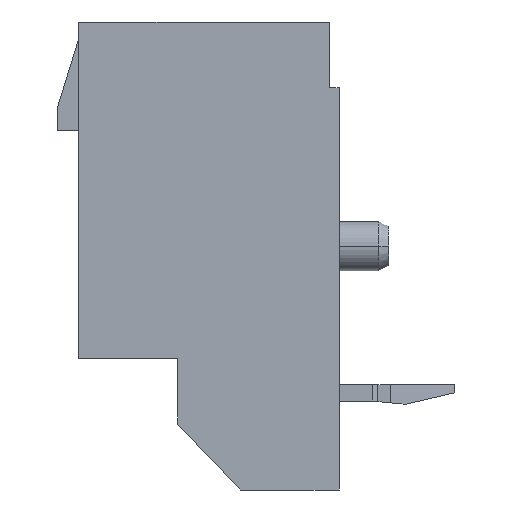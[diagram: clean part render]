
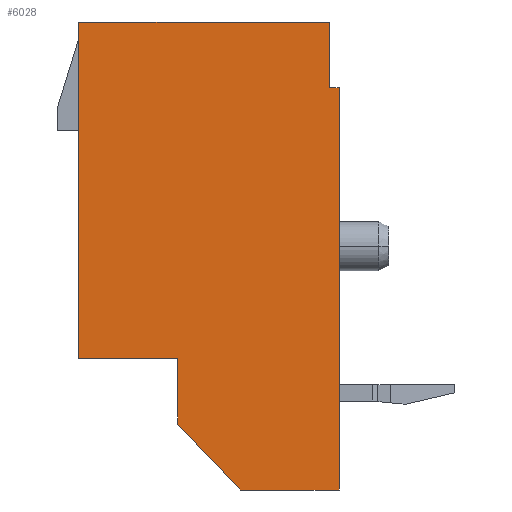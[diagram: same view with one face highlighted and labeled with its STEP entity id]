
A CAD part, left-side view. The second image highlights one B-rep face of the part: STEP entity #6028.
In plain terms, the highlighted planar face has unit normal (-1, 0, 0).
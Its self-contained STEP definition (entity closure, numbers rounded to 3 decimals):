
#1=DIRECTION('',(0.,0.,-1.));
#2=VECTOR('',#1,4.8);
#3=CARTESIAN_POINT('',(-13.3,-3.95,5.1));
#4=LINE('',#3,#2);
#5=DIRECTION('',(0.,0.,-1.));
#6=VECTOR('',#5,7.4);
#7=CARTESIAN_POINT('',(-13.3,-3.95,0.3));
#8=LINE('',#7,#6);
#9=DIRECTION('',(0.,1.,0.));
#10=VECTOR('',#9,3.);
#11=CARTESIAN_POINT('',(-13.3,-3.95,-7.1));
#12=LINE('',#11,#10);
#13=DIRECTION('',(0.,0.689,0.725));
#14=VECTOR('',#13,2.759);
#15=CARTESIAN_POINT('',(-13.3,-0.95,-7.1));
#16=LINE('',#15,#14);
#17=DIRECTION('',(0.,0.,1.));
#18=VECTOR('',#17,2.);
#19=CARTESIAN_POINT('',(-13.3,0.95,-5.1));
#20=LINE('',#19,#18);
#21=DIRECTION('',(0.,1.,0.));
#22=VECTOR('',#21,3.);
#23=CARTESIAN_POINT('',(-13.3,0.95,-3.1));
#24=LINE('',#23,#22);
#25=DIRECTION('',(0.,0.,1.));
#26=VECTOR('',#25,10.2);
#27=CARTESIAN_POINT('',(-13.3,3.95,-3.1));
#28=LINE('',#27,#26);
#29=DIRECTION('',(0.,-1.,0.));
#30=VECTOR('',#29,7.6);
#31=CARTESIAN_POINT('',(-13.3,3.95,7.1));
#32=LINE('',#31,#30);
#33=DIRECTION('',(0.,0.,-1.));
#34=VECTOR('',#33,2.);
#35=CARTESIAN_POINT('',(-13.3,-3.65,7.1));
#36=LINE('',#35,#34);
#37=DIRECTION('',(0.,-1.,0.));
#38=VECTOR('',#37,0.3);
#39=CARTESIAN_POINT('',(-13.3,-3.65,5.1));
#40=LINE('',#39,#38);
#4553=CARTESIAN_POINT('',(-13.3,3.95,7.1));
#4554=CARTESIAN_POINT('',(-13.3,-3.65,7.1));
#4555=VERTEX_POINT('',#4553);
#4556=VERTEX_POINT('',#4554);
#4557=CARTESIAN_POINT('',(-13.3,-3.65,5.1));
#4558=VERTEX_POINT('',#4557);
#4559=CARTESIAN_POINT('',(-13.3,-3.95,5.1));
#4560=VERTEX_POINT('',#4559);
#4561=CARTESIAN_POINT('',(-13.3,-3.95,-7.1));
#4562=CARTESIAN_POINT('',(-13.3,-0.95,-7.1));
#4563=VERTEX_POINT('',#4561);
#4564=VERTEX_POINT('',#4562);
#4565=CARTESIAN_POINT('',(-13.3,0.95,-5.1));
#4566=VERTEX_POINT('',#4565);
#4567=CARTESIAN_POINT('',(-13.3,0.95,-3.1));
#4568=VERTEX_POINT('',#4567);
#4569=CARTESIAN_POINT('',(-13.3,3.95,-3.1));
#4570=VERTEX_POINT('',#4569);
#5916=CARTESIAN_POINT('',(-13.3,-3.95,0.3));
#5918=VERTEX_POINT('',#5916);
#6001=CARTESIAN_POINT('',(-13.3,0.,0.));
#6002=DIRECTION('',(1.,0.,0.));
#6003=DIRECTION('',(0.,0.,-1.));
#6004=AXIS2_PLACEMENT_3D('',#6001,#6002,#6003);
#6005=PLANE('',#6004);
#6007=ORIENTED_EDGE('',*,*,#6006,.T.);
#6009=ORIENTED_EDGE('',*,*,#6008,.T.);
#6011=ORIENTED_EDGE('',*,*,#6010,.T.);
#6013=ORIENTED_EDGE('',*,*,#6012,.T.);
#6015=ORIENTED_EDGE('',*,*,#6014,.T.);
#6017=ORIENTED_EDGE('',*,*,#6016,.T.);
#6019=ORIENTED_EDGE('',*,*,#6018,.T.);
#6021=ORIENTED_EDGE('',*,*,#6020,.T.);
#6023=ORIENTED_EDGE('',*,*,#6022,.T.);
#6025=ORIENTED_EDGE('',*,*,#6024,.T.);
#6026=EDGE_LOOP('',(#6007,#6009,#6011,#6013,#6015,#6017,#6019,#6021,#6023,
#6025));
#6027=FACE_OUTER_BOUND('',#6026,.F.);
#6028=ADVANCED_FACE('',(#6027),#6005,.F.);
#6006=EDGE_CURVE('',#4560,#5918,#4,.T.);
#6008=EDGE_CURVE('',#5918,#4563,#8,.T.);
#6010=EDGE_CURVE('',#4563,#4564,#12,.T.);
#6012=EDGE_CURVE('',#4564,#4566,#16,.T.);
#6014=EDGE_CURVE('',#4566,#4568,#20,.T.);
#6016=EDGE_CURVE('',#4568,#4570,#24,.T.);
#6018=EDGE_CURVE('',#4570,#4555,#28,.T.);
#6020=EDGE_CURVE('',#4555,#4556,#32,.T.);
#6022=EDGE_CURVE('',#4556,#4558,#36,.T.);
#6024=EDGE_CURVE('',#4558,#4560,#40,.T.);
